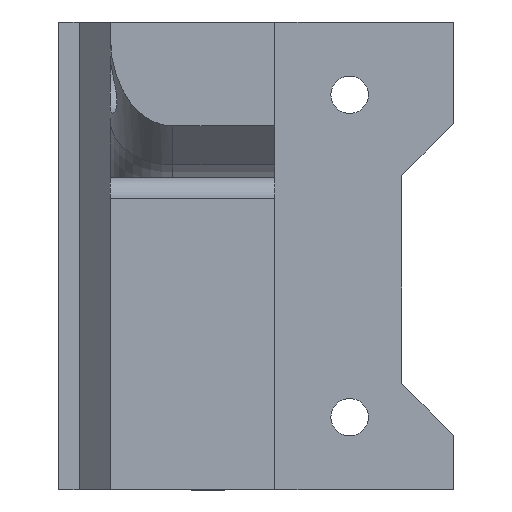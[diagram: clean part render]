
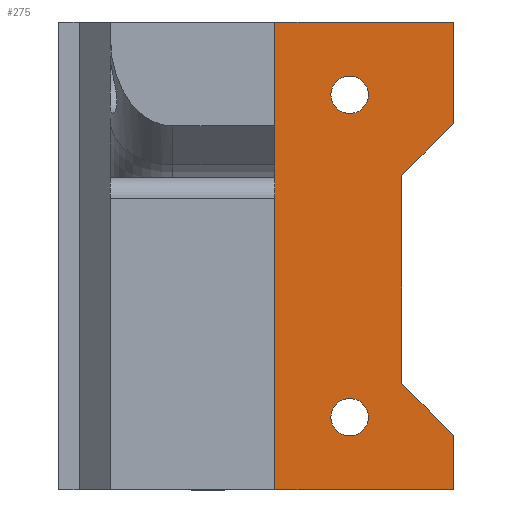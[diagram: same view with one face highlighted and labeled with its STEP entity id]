
A CAD part, front view. The second image highlights one B-rep face of the part: STEP entity #275.
In plain terms, the highlighted planar face has unit normal (0, -1, 0).
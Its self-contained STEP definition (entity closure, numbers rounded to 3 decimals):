
#41 = ORIENTED_EDGE ( 'NONE', *, *, #2285, .F. ) ;
#68 = CARTESIAN_POINT ( 'NONE',  ( 33., -26.211, 23. ) ) ;
#97 = EDGE_CURVE ( 'NONE', #2226, #668, #1216, .T. ) ;
#110 = CARTESIAN_POINT ( 'NONE',  ( 8., -26.211, 45. ) ) ;
#229 = VERTEX_POINT ( 'NONE', #273 ) ;
#230 = DIRECTION ( 'NONE',  ( 0., -1., 0. ) ) ;
#273 = CARTESIAN_POINT ( 'NONE',  ( 33., -26.211, 45. ) ) ;
#275 = ADVANCED_FACE ( 'NONE', ( #2766, #1802, #2913 ), #2433, .F. ) ;
#281 = LINE ( 'NONE', #1275, #3159 ) ;
#424 = ORIENTED_EDGE ( 'NONE', *, *, #1041, .F. ) ;
#474 = VECTOR ( 'NONE', #2541, 1000. ) ;
#491 = CARTESIAN_POINT ( 'NONE',  ( 15., -26.211, 0. ) ) ;
#522 = AXIS2_PLACEMENT_3D ( 'NONE', #2775, #1566, #3706 ) ;
#605 = VECTOR ( 'NONE', #2537, 1000. ) ;
#642 = EDGE_CURVE ( 'NONE', #2683, #2315, #3424, .T. ) ;
#659 = EDGE_CURVE ( 'NONE', #229, #3409, #2065, .T. ) ;
#668 = VERTEX_POINT ( 'NONE', #2734 ) ;
#672 = EDGE_LOOP ( 'NONE', ( #2687, #3660 ) ) ;
#756 = EDGE_CURVE ( 'NONE', #2153, #3058, #1260, .T. ) ;
#757 = LINE ( 'NONE', #68, #474 ) ;
#812 = EDGE_CURVE ( 'NONE', #3058, #229, #3722, .T. ) ;
#848 = VERTEX_POINT ( 'NONE', #2494 ) ;
#905 = CARTESIAN_POINT ( 'NONE',  ( 20., -26.211, 33.471 ) ) ;
#919 = ORIENTED_EDGE ( 'NONE', *, *, #97, .T. ) ;
#931 = VERTEX_POINT ( 'NONE', #3547 ) ;
#936 = AXIS2_PLACEMENT_3D ( 'NONE', #905, #2103, #3347 ) ;
#1036 = CARTESIAN_POINT ( 'NONE',  ( 23., -26.211, 7. ) ) ;
#1041 = EDGE_CURVE ( 'NONE', #848, #2153, #1119, .T. ) ;
#1119 = LINE ( 'NONE', #491, #2163 ) ;
#1216 = LINE ( 'NONE', #1733, #3335 ) ;
#1260 = LINE ( 'NONE', #2854, #605 ) ;
#1275 = CARTESIAN_POINT ( 'NONE',  ( 33., -26.211, 35.244 ) ) ;
#1354 = EDGE_CURVE ( 'NONE', #3149, #931, #1693, .T. ) ;
#1367 = DIRECTION ( 'NONE',  ( -0.707, 0., 0.707 ) ) ;
#1473 = ORIENTED_EDGE ( 'NONE', *, *, #659, .F. ) ;
#1482 = EDGE_CURVE ( 'NONE', #3555, #2226, #1872, .T. ) ;
#1566 = DIRECTION ( 'NONE',  ( 0., -1., 0. ) ) ;
#1640 = ORIENTED_EDGE ( 'NONE', *, *, #1482, .T. ) ;
#1693 = CIRCLE ( 'NONE', #2205, 1.8 ) ;
#1733 = CARTESIAN_POINT ( 'NONE',  ( 28., -26.211, 30.244 ) ) ;
#1802 = FACE_BOUND ( 'NONE', #672, .T. ) ;
#1807 = CARTESIAN_POINT ( 'NONE',  ( 23., -26.211, 7. ) ) ;
#1815 = CARTESIAN_POINT ( 'NONE',  ( 33., -26.211, 5.244 ) ) ;
#1872 = LINE ( 'NONE', #3182, #3804 ) ;
#1931 = EDGE_LOOP ( 'NONE', ( #919, #3648, #1473, #3411, #3886, #424, #41, #1640 ) ) ;
#2025 = DIRECTION ( 'NONE',  ( 0., 0., 1. ) ) ;
#2065 = LINE ( 'NONE', #3095, #2956 ) ;
#2069 = EDGE_CURVE ( 'NONE', #931, #3149, #2884, .T. ) ;
#2099 = DIRECTION ( 'NONE',  ( 0., -1., 0. ) ) ;
#2103 = DIRECTION ( 'NONE',  ( 0., 1., 0. ) ) ;
#2128 = EDGE_LOOP ( 'NONE', ( #3799, #3135 ) ) ;
#2153 = VERTEX_POINT ( 'NONE', #3046 ) ;
#2163 = VECTOR ( 'NONE', #3575, 1000. ) ;
#2174 = CARTESIAN_POINT ( 'NONE',  ( 33., -26.211, 35.244 ) ) ;
#2201 = CARTESIAN_POINT ( 'NONE',  ( 21.2, -26.211, 7. ) ) ;
#2205 = AXIS2_PLACEMENT_3D ( 'NONE', #1036, #2217, #2534 ) ;
#2217 = DIRECTION ( 'NONE',  ( 0., -1., 0. ) ) ;
#2226 = VERTEX_POINT ( 'NONE', #3976 ) ;
#2285 = EDGE_CURVE ( 'NONE', #3555, #848, #757, .T. ) ;
#2315 = VERTEX_POINT ( 'NONE', #3525 ) ;
#2331 = CARTESIAN_POINT ( 'NONE',  ( 24.8, -26.211, 38. ) ) ;
#2335 = DIRECTION ( 'NONE',  ( 1., 0., 0. ) ) ;
#2427 = EDGE_CURVE ( 'NONE', #668, #3409, #281, .T. ) ;
#2433 = PLANE ( 'NONE',  #936 ) ;
#2463 = CIRCLE ( 'NONE', #2720, 1.8 ) ;
#2494 = CARTESIAN_POINT ( 'NONE',  ( 33., -26.211, 0. ) ) ;
#2510 = DIRECTION ( 'NONE',  ( 1., 0., 0. ) ) ;
#2534 = DIRECTION ( 'NONE',  ( 1., 0., 0. ) ) ;
#2537 = DIRECTION ( 'NONE',  ( 0., 0., 1. ) ) ;
#2541 = DIRECTION ( 'NONE',  ( 0., 0., -1. ) ) ;
#2683 = VERTEX_POINT ( 'NONE', #2331 ) ;
#2687 = ORIENTED_EDGE ( 'NONE', *, *, #2069, .F. ) ;
#2720 = AXIS2_PLACEMENT_3D ( 'NONE', #3292, #230, #2335 ) ;
#2734 = CARTESIAN_POINT ( 'NONE',  ( 28., -26.211, 30.244 ) ) ;
#2736 = DIRECTION ( 'NONE',  ( 1., 0., 0. ) ) ;
#2763 = DIRECTION ( 'NONE',  ( 0., 0., -1. ) ) ;
#2766 = FACE_OUTER_BOUND ( 'NONE', #1931, .T. ) ;
#2775 = CARTESIAN_POINT ( 'NONE',  ( 23., -26.211, 38. ) ) ;
#2854 = CARTESIAN_POINT ( 'NONE',  ( 8., -26.211, 33.471 ) ) ;
#2884 = CIRCLE ( 'NONE', #3024, 1.8 ) ;
#2913 = FACE_BOUND ( 'NONE', #2128, .T. ) ;
#2956 = VECTOR ( 'NONE', #2763, 1000. ) ;
#3024 = AXIS2_PLACEMENT_3D ( 'NONE', #1807, #2099, #2736 ) ;
#3046 = CARTESIAN_POINT ( 'NONE',  ( 8., -26.211, 0. ) ) ;
#3058 = VERTEX_POINT ( 'NONE', #110 ) ;
#3095 = CARTESIAN_POINT ( 'NONE',  ( 33., -26.211, 23. ) ) ;
#3108 = CARTESIAN_POINT ( 'NONE',  ( 15., -26.211, 45. ) ) ;
#3135 = ORIENTED_EDGE ( 'NONE', *, *, #3527, .F. ) ;
#3149 = VERTEX_POINT ( 'NONE', #2201 ) ;
#3159 = VECTOR ( 'NONE', #3392, 1000. ) ;
#3182 = CARTESIAN_POINT ( 'NONE',  ( 28., -26.211, 10.244 ) ) ;
#3292 = CARTESIAN_POINT ( 'NONE',  ( 23., -26.211, 38. ) ) ;
#3335 = VECTOR ( 'NONE', #2025, 1000. ) ;
#3347 = DIRECTION ( 'NONE',  ( -1., 0., 0. ) ) ;
#3378 = VECTOR ( 'NONE', #2510, 1000. ) ;
#3392 = DIRECTION ( 'NONE',  ( 0.707, 0., 0.707 ) ) ;
#3409 = VERTEX_POINT ( 'NONE', #2174 ) ;
#3411 = ORIENTED_EDGE ( 'NONE', *, *, #812, .F. ) ;
#3424 = CIRCLE ( 'NONE', #522, 1.8 ) ;
#3525 = CARTESIAN_POINT ( 'NONE',  ( 21.2, -26.211, 38. ) ) ;
#3527 = EDGE_CURVE ( 'NONE', #2315, #2683, #2463, .T. ) ;
#3547 = CARTESIAN_POINT ( 'NONE',  ( 24.8, -26.211, 7. ) ) ;
#3555 = VERTEX_POINT ( 'NONE', #1815 ) ;
#3575 = DIRECTION ( 'NONE',  ( -1., 0., 0. ) ) ;
#3648 = ORIENTED_EDGE ( 'NONE', *, *, #2427, .T. ) ;
#3660 = ORIENTED_EDGE ( 'NONE', *, *, #1354, .F. ) ;
#3706 = DIRECTION ( 'NONE',  ( 1., 0., 0. ) ) ;
#3722 = LINE ( 'NONE', #3108, #3378 ) ;
#3799 = ORIENTED_EDGE ( 'NONE', *, *, #642, .F. ) ;
#3804 = VECTOR ( 'NONE', #1367, 1000. ) ;
#3886 = ORIENTED_EDGE ( 'NONE', *, *, #756, .F. ) ;
#3976 = CARTESIAN_POINT ( 'NONE',  ( 28., -26.211, 10.244 ) ) ;
